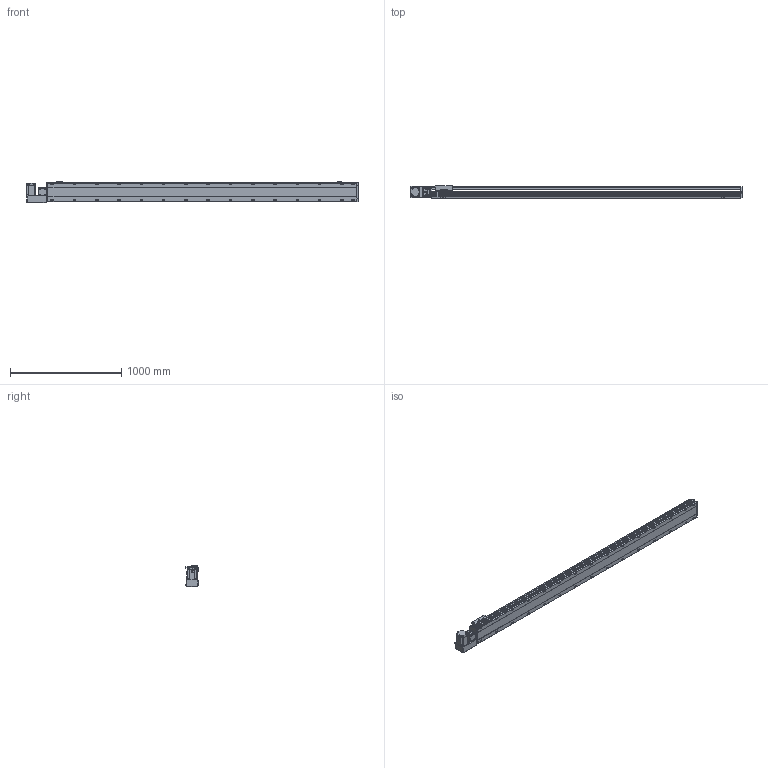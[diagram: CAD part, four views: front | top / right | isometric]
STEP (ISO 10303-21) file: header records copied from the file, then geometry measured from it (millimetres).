
FILE_DESCRIPTION (( 'STEP AP214' ), '1' );
FILE_NAME ('WEX170BL-030LC-2500XXXX.STEP', '2025-02-28T17:03:23', ( '' ), ( '' ), 'SwSTEP 2.0', 'SolidWorks 2022', '' );
FILE_SCHEMA (( 'AUTOMOTIVE_DESIGN' ));
Length unit declared in the file: millimetre
Products named in the file (9): WEX170-2500B-3; WEX170-2500B-4; WEX170-2500BSENSOR; WEX170BL-030LC-2500XXXX; FANG STICKER; WEX170-2500BCARRIAGE; WEX170-2500B-1; WEX170-2500B-2; WEX170-2500BMOTOR
Assembly tree (8 placements, depth 2):
  WEX170-2500B-4
  WEX170BL-030LC-2500XXXX
    WEX170-2500B-2
    WEX170-2500BMOTOR
    WEX170-2500BCARRIAGE
    WEX170-2500B-3
    WEX170-2500BSENSOR  x3
    FANG STICKER
  WEX170-2500B-1
Bounding box: 2979.3 x 108 x 194.96 mm (x, y, z)
Volume: 20330981.4 mm3; surface area: 2781429.1 mm2
Topology: 8 solids, 8 shells, 1784 faces, 4456 edges, 2882 vertices
Faces by surface type: plane 1146, cylinder 472, cone 140, torus 22, sphere 4
Entity records: 46808 total; most frequent: CARTESIAN_POINT 8445, DIRECTION 7878, ORIENTED_EDGE 7640, EDGE_CURVE 3820, LINE 2768, VECTOR 2768, AXIS2_PLACEMENT_3D 2555, VERTEX_POINT 2478
